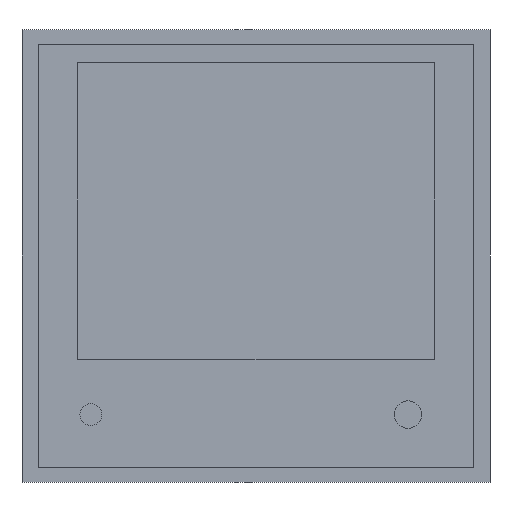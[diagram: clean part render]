
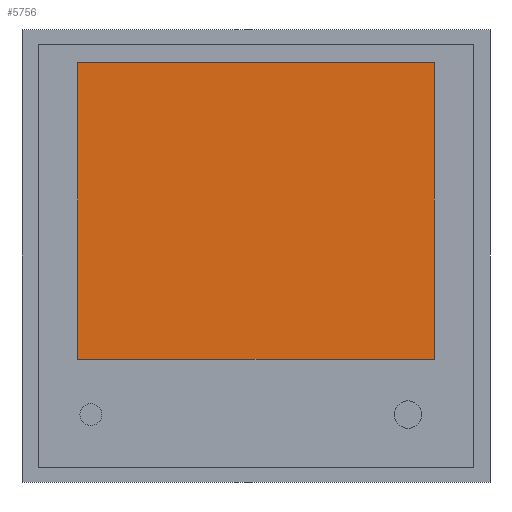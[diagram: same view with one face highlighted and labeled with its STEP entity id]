
A CAD part, front view. The second image highlights one B-rep face of the part: STEP entity #5756.
In plain terms, the highlighted planar face has unit normal (0, -1, 0).
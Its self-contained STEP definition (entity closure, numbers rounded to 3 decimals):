
#517=FACE_OUTER_BOUND('',#858,.T.);
#858=EDGE_LOOP('',(#5091,#5092,#5093,#5094));
#1549=LINE('',#9326,#2254);
#1552=LINE('',#9332,#2257);
#1555=LINE('',#9338,#2260);
#1558=LINE('',#9342,#2263);
#2254=VECTOR('',#7695,10.);
#2257=VECTOR('',#7700,10.);
#2260=VECTOR('',#7705,10.);
#2263=VECTOR('',#7710,10.);
#2784=VERTEX_POINT('',#9323);
#2785=VERTEX_POINT('',#9325);
#2787=VERTEX_POINT('',#9331);
#2789=VERTEX_POINT('',#9337);
#3551=EDGE_CURVE('',#2785,#2784,#1549,.T.);
#3554=EDGE_CURVE('',#2787,#2785,#1552,.T.);
#3557=EDGE_CURVE('',#2789,#2787,#1555,.T.);
#3560=EDGE_CURVE('',#2784,#2789,#1558,.T.);
#5091=ORIENTED_EDGE('',*,*,#3560,.T.);
#5092=ORIENTED_EDGE('',*,*,#3557,.T.);
#5093=ORIENTED_EDGE('',*,*,#3554,.T.);
#5094=ORIENTED_EDGE('',*,*,#3551,.T.);
#5422=PLANE('',#6216);
#5756=ADVANCED_FACE('',(#517),#5422,.T.);
#6216=AXIS2_PLACEMENT_3D('',#9343,#7711,#7712);
#7695=DIRECTION('',(0.,0.,-1.));
#7700=DIRECTION('',(-1.,0.,0.));
#7705=DIRECTION('',(0.,0.,1.));
#7710=DIRECTION('',(1.,0.,0.));
#7711=DIRECTION('center_axis',(0.,-1.,0.));
#7712=DIRECTION('ref_axis',(0.,0.,-1.));
#9323=CARTESIAN_POINT('',(-325.,-664.6,-188.));
#9325=CARTESIAN_POINT('',(-325.,-664.6,352.));
#9326=CARTESIAN_POINT('',(-325.,-664.6,352.));
#9331=CARTESIAN_POINT('',(325.,-664.6,352.));
#9332=CARTESIAN_POINT('',(325.,-664.6,352.));
#9337=CARTESIAN_POINT('',(325.,-664.6,-188.));
#9338=CARTESIAN_POINT('',(325.,-664.6,-188.));
#9342=CARTESIAN_POINT('',(-325.,-664.6,-188.));
#9343=CARTESIAN_POINT('Origin',(0.,-664.6,82.));
